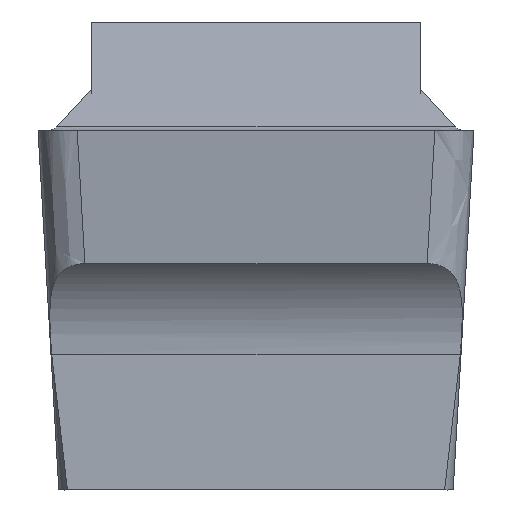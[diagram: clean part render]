
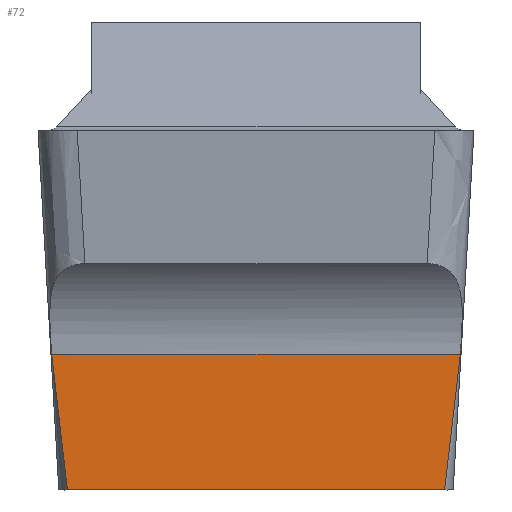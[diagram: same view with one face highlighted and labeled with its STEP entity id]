
A CAD part, front view. The second image highlights one B-rep face of the part: STEP entity #72.
In plain terms, the highlighted planar face has unit normal (0, -1, 0).
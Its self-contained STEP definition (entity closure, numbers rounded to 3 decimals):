
#47=B_SPLINE_CURVE_WITH_KNOTS('',3,(#847,#848,#849,#850,#851,#852,#853),
 .UNSPECIFIED.,.F.,.F.,(4,3,4),(0.,0.565,1.),.UNSPECIFIED.);
#48=B_SPLINE_CURVE_WITH_KNOTS('',3,(#857,#858,#859,#860,#861,#862,#863),
 .UNSPECIFIED.,.F.,.F.,(4,3,4),(0.,0.571,1.),.UNSPECIFIED.);
#72=ADVANCED_FACE('SIDE_IB_1_SU3',(#120),#99,.F.);
#99=PLANE('',#595);
#120=FACE_OUTER_BOUND('',#148,.T.);
#148=EDGE_LOOP('',(#197,#198,#199,#200));
#197=ORIENTED_EDGE('',*,*,#403,.F.);
#198=ORIENTED_EDGE('',*,*,#404,.F.);
#199=ORIENTED_EDGE('',*,*,#405,.F.);
#200=ORIENTED_EDGE('',*,*,#389,.F.);
#337=VERTEX_POINT('',#760);
#338=VERTEX_POINT('',#762);
#349=VERTEX_POINT('',#854);
#350=VERTEX_POINT('',#856);
#389=EDGE_CURVE('',#337,#338,#465,.T.);
#403=EDGE_CURVE('',#349,#337,#47,.T.);
#404=EDGE_CURVE('',#350,#349,#473,.T.);
#405=EDGE_CURVE('',#338,#350,#48,.T.);
#465=LINE('',#761,#511);
#473=LINE('',#855,#519);
#511=VECTOR('',#626,1.);
#519=VECTOR('',#640,1.);
#595=AXIS2_PLACEMENT_3D('',#864,#641,#642);
#626=DIRECTION('',(-1.,0.,0.));
#640=DIRECTION('',(1.,0.,0.));
#641=DIRECTION('',(0.,1.,0.));
#642=DIRECTION('',(0.,0.,1.));
#760=CARTESIAN_POINT('',(2.405,-12.149,-4.584));
#761=CARTESIAN_POINT('',(-2.52,-12.149,-4.584));
#762=CARTESIAN_POINT('',(-2.405,-12.149,-4.584));
#847=CARTESIAN_POINT('',(2.605,-12.149,-2.851));
#848=CARTESIAN_POINT('',(2.578,-12.149,-3.178));
#849=CARTESIAN_POINT('',(2.546,-12.149,-3.505));
#850=CARTESIAN_POINT('',(2.507,-12.149,-3.832));
#851=CARTESIAN_POINT('',(2.477,-12.149,-4.083));
#852=CARTESIAN_POINT('',(2.444,-12.149,-4.334));
#853=CARTESIAN_POINT('',(2.405,-12.149,-4.584));
#854=CARTESIAN_POINT('',(2.605,-12.149,-2.851));
#855=CARTESIAN_POINT('',(5.,-12.149,-2.851));
#856=CARTESIAN_POINT('',(-2.605,-12.149,-2.851));
#857=CARTESIAN_POINT('',(-2.405,-12.149,-4.584));
#858=CARTESIAN_POINT('',(-2.456,-12.149,-4.256));
#859=CARTESIAN_POINT('',(-2.498,-12.149,-3.926));
#860=CARTESIAN_POINT('',(-2.534,-12.149,-3.596));
#861=CARTESIAN_POINT('',(-2.561,-12.149,-3.348));
#862=CARTESIAN_POINT('',(-2.584,-12.149,-3.099));
#863=CARTESIAN_POINT('',(-2.605,-12.149,-2.851));
#864=CARTESIAN_POINT('',(-2.52,-12.149,-6.084));
